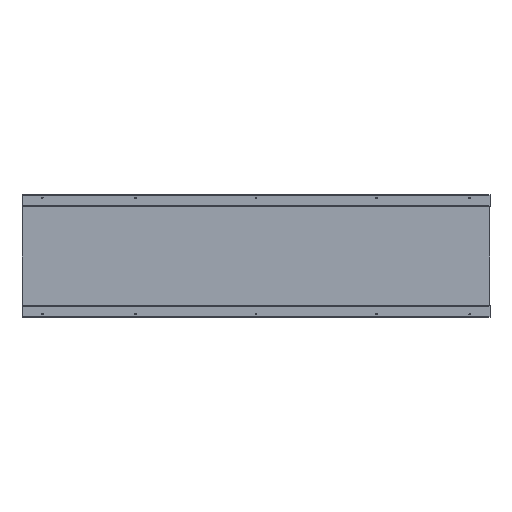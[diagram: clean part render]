
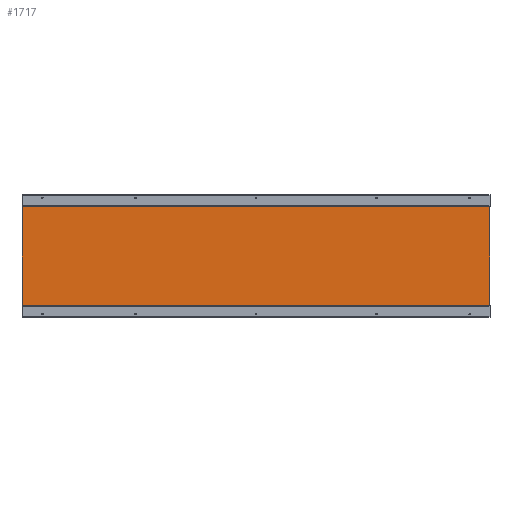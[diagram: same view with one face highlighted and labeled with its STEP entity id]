
A CAD part, top view. The second image highlights one B-rep face of the part: STEP entity #1717.
In plain terms, the highlighted planar face has unit normal (0, 0, 1).
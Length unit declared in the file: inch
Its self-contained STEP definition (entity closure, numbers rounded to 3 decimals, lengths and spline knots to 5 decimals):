
#75=PLANE('',#1906);
#199=LINE('',#2892,#331);
#203=LINE('',#2899,#335);
#206=LINE('',#2905,#338);
#208=LINE('',#2908,#340);
#331=VECTOR('',#2398,10.66);
#335=VECTOR('',#2404,46.67);
#338=VECTOR('',#2409,10.66);
#340=VECTOR('',#2413,46.67);
#483=FACE_OUTER_BOUND('',#627,.T.);
#627=EDGE_LOOP('',(#1575,#1576,#1577,#1578));
#887=VERTEX_POINT('',#2889);
#888=VERTEX_POINT('',#2891);
#890=VERTEX_POINT('',#2897);
#892=VERTEX_POINT('',#2903);
#1113=EDGE_CURVE('',#888,#887,#199,.T.);
#1117=EDGE_CURVE('',#887,#890,#203,.T.);
#1120=EDGE_CURVE('',#890,#892,#206,.T.);
#1122=EDGE_CURVE('',#892,#888,#208,.T.);
#1575=ORIENTED_EDGE('',*,*,#1113,.T.);
#1576=ORIENTED_EDGE('',*,*,#1117,.T.);
#1577=ORIENTED_EDGE('',*,*,#1120,.T.);
#1578=ORIENTED_EDGE('',*,*,#1122,.T.);
#1717=ADVANCED_FACE('',(#483),#75,.T.);
#1906=AXIS2_PLACEMENT_3D('',#2909,#2414,#2415);
#2398=DIRECTION('',(0.,-1.,0.));
#2404=DIRECTION('',(1.,0.,0.));
#2409=DIRECTION('',(0.,1.,0.));
#2413=DIRECTION('',(-1.,0.,0.));
#2414=DIRECTION('center_axis',(0.,0.,1.));
#2415=DIRECTION('ref_axis',(1.,0.,0.));
#2889=CARTESIAN_POINT('',(-23.335,-5.33,0.118));
#2891=CARTESIAN_POINT('',(-23.335,5.33,0.118));
#2892=CARTESIAN_POINT('',(-23.335,-5.33,0.118));
#2897=CARTESIAN_POINT('',(23.335,-5.33,0.118));
#2899=CARTESIAN_POINT('',(23.335,-5.33,0.118));
#2903=CARTESIAN_POINT('',(23.335,5.33,0.118));
#2905=CARTESIAN_POINT('',(23.335,-5.33,0.118));
#2908=CARTESIAN_POINT('',(23.335,5.33,0.118));
#2909=CARTESIAN_POINT('Origin',(-23.335,5.33,0.118));
